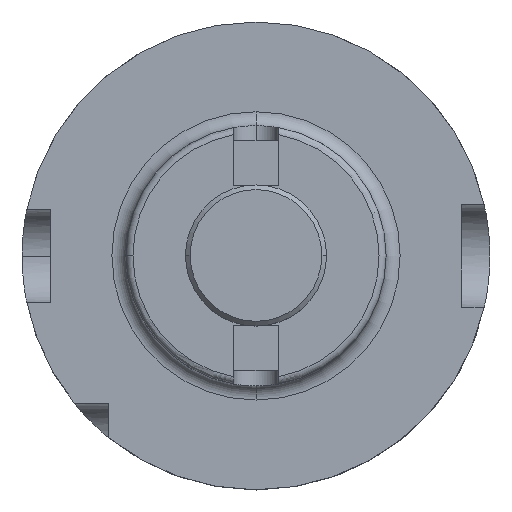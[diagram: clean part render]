
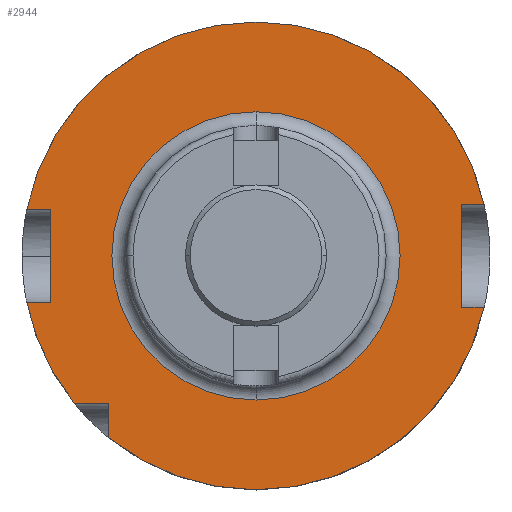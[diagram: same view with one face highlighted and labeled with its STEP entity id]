
A CAD part, top view. The second image highlights one B-rep face of the part: STEP entity #2944.
In plain terms, the highlighted planar face has unit normal (0, 0, 1).
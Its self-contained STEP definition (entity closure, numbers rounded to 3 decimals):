
#4 = EDGE_CURVE ( 'NONE', #306, #799, #2791, .T. ) ;
#16 = VERTEX_POINT ( 'NONE', #2571 ) ;
#45 = VECTOR ( 'NONE', #954, 1000. ) ;
#55 = LINE ( 'NONE', #947, #645 ) ;
#59 = AXIS2_PLACEMENT_3D ( 'NONE', #1231, #3328, #1531 ) ;
#118 = CARTESIAN_POINT ( 'NONE',  ( -44., 10., 29. ) ) ;
#145 = VECTOR ( 'NONE', #1271, 1000. ) ;
#168 = ORIENTED_EDGE ( 'NONE', *, *, #406, .F. ) ;
#174 = CARTESIAN_POINT ( 'NONE',  ( 0., 0., 29. ) ) ;
#190 = VERTEX_POINT ( 'NONE', #118 ) ;
#193 = FACE_OUTER_BOUND ( 'NONE', #2212, .T. ) ;
#265 = EDGE_CURVE ( 'NONE', #16, #3407, #55, .T. ) ;
#293 = CARTESIAN_POINT ( 'NONE',  ( 0., 50., 29. ) ) ;
#300 = ORIENTED_EDGE ( 'NONE', *, *, #265, .T. ) ;
#306 = VERTEX_POINT ( 'NONE', #623 ) ;
#318 = LINE ( 'NONE', #3375, #1087 ) ;
#339 = DIRECTION ( 'NONE',  ( 0., 0., -1. ) ) ;
#345 = DIRECTION ( 'NONE',  ( 0., 0., -1. ) ) ;
#387 = EDGE_CURVE ( 'NONE', #190, #3521, #2414, .T. ) ;
#391 = CARTESIAN_POINT ( 'NONE',  ( -31.5, -38.83, 29. ) ) ;
#406 = EDGE_CURVE ( 'NONE', #2987, #2309, #822, .T. ) ;
#468 = DIRECTION ( 'NONE',  ( 0., 1., 0. ) ) ;
#501 = VECTOR ( 'NONE', #3722, 1000. ) ;
#537 = EDGE_CURVE ( 'NONE', #799, #306, #2735, .T. ) ;
#617 = ORIENTED_EDGE ( 'NONE', *, *, #2307, .F. ) ;
#623 = CARTESIAN_POINT ( 'NONE',  ( 0., 30.813, 29. ) ) ;
#645 = VECTOR ( 'NONE', #2731, 1000. ) ;
#799 = VERTEX_POINT ( 'NONE', #1172 ) ;
#816 = CARTESIAN_POINT ( 'NONE',  ( -31.5, -31.5, 29. ) ) ;
#822 = CIRCLE ( 'NONE', #1819, 50. ) ;
#846 = PLANE ( 'NONE',  #1560 ) ;
#947 = CARTESIAN_POINT ( 'NONE',  ( 0., -11., 29. ) ) ;
#954 = DIRECTION ( 'NONE',  ( -1., 0., 0. ) ) ;
#966 = FACE_BOUND ( 'NONE', #1152, .T. ) ;
#1074 = DIRECTION ( 'NONE',  ( 0., -1., 0. ) ) ;
#1087 = VECTOR ( 'NONE', #1285, 1000. ) ;
#1147 = AXIS2_PLACEMENT_3D ( 'NONE', #2114, #345, #1796 ) ;
#1152 = EDGE_LOOP ( 'NONE', ( #2615, #3544 ) ) ;
#1172 = CARTESIAN_POINT ( 'NONE',  ( 0., -30.813, 29. ) ) ;
#1177 = LINE ( 'NONE', #3280, #1889 ) ;
#1231 = CARTESIAN_POINT ( 'NONE',  ( 0., 0., 29. ) ) ;
#1268 = ORIENTED_EDGE ( 'NONE', *, *, #2663, .F. ) ;
#1271 = DIRECTION ( 'NONE',  ( 0., -1., 0. ) ) ;
#1276 = DIRECTION ( 'NONE',  ( 0., 0., -1. ) ) ;
#1285 = DIRECTION ( 'NONE',  ( 1., 0., 0. ) ) ;
#1436 = CARTESIAN_POINT ( 'NONE',  ( 0., 27.813, 29. ) ) ;
#1461 = VECTOR ( 'NONE', #3043, 1000. ) ;
#1494 = DIRECTION ( 'NONE',  ( 0., 1., 0. ) ) ;
#1514 = AXIS2_PLACEMENT_3D ( 'NONE', #2109, #339, #2411 ) ;
#1531 = DIRECTION ( 'NONE',  ( 0., 1., 0. ) ) ;
#1560 = AXIS2_PLACEMENT_3D ( 'NONE', #1436, #3518, #1738 ) ;
#1568 = CARTESIAN_POINT ( 'NONE',  ( 48.775, 11., 29. ) ) ;
#1633 = ORIENTED_EDGE ( 'NONE', *, *, #1714, .F. ) ;
#1648 = EDGE_CURVE ( 'NONE', #2975, #2309, #3840, .T. ) ;
#1714 = EDGE_CURVE ( 'NONE', #3527, #3768, #1177, .T. ) ;
#1738 = DIRECTION ( 'NONE',  ( 0., -1., 0. ) ) ;
#1775 = CARTESIAN_POINT ( 'NONE',  ( 0., 0., 29. ) ) ;
#1780 = CARTESIAN_POINT ( 'NONE',  ( 0., 10., 29. ) ) ;
#1796 = DIRECTION ( 'NONE',  ( 0., -1., 0. ) ) ;
#1819 = AXIS2_PLACEMENT_3D ( 'NONE', #1775, #1276, #3369 ) ;
#1855 = CARTESIAN_POINT ( 'NONE',  ( -48.99, 10., 29. ) ) ;
#1889 = VECTOR ( 'NONE', #1494, 1000. ) ;
#1964 = DIRECTION ( 'NONE',  ( 0., 0., -1. ) ) ;
#2006 = VERTEX_POINT ( 'NONE', #3409 ) ;
#2021 = AXIS2_PLACEMENT_3D ( 'NONE', #174, #2249, #468 ) ;
#2059 = ORIENTED_EDGE ( 'NONE', *, *, #3235, .F. ) ;
#2109 = CARTESIAN_POINT ( 'NONE',  ( 0., 0., 29. ) ) ;
#2114 = CARTESIAN_POINT ( 'NONE',  ( 0., 0., 29. ) ) ;
#2212 = EDGE_LOOP ( 'NONE', ( #2322, #1633, #1268, #300, #2059, #2950, #168, #2490, #2336, #3743, #617, #3305 ) ) ;
#2249 = DIRECTION ( 'NONE',  ( 0., 0., -1. ) ) ;
#2266 = CARTESIAN_POINT ( 'NONE',  ( 44., -11., 29. ) ) ;
#2307 = EDGE_CURVE ( 'NONE', #2006, #2716, #318, .T. ) ;
#2309 = VERTEX_POINT ( 'NONE', #1568 ) ;
#2322 = ORIENTED_EDGE ( 'NONE', *, *, #2604, .F. ) ;
#2336 = ORIENTED_EDGE ( 'NONE', *, *, #387, .F. ) ;
#2411 = DIRECTION ( 'NONE',  ( 0., 1., 0. ) ) ;
#2414 = LINE ( 'NONE', #1780, #45 ) ;
#2490 = ORIENTED_EDGE ( 'NONE', *, *, #3661, .F. ) ;
#2508 = AXIS2_PLACEMENT_3D ( 'NONE', #2866, #1964, #1074 ) ;
#2518 = CIRCLE ( 'NONE', #59, 50. ) ;
#2571 = CARTESIAN_POINT ( 'NONE',  ( 48.775, -11., 29. ) ) ;
#2604 = EDGE_CURVE ( 'NONE', #3768, #3362, #3561, .T. ) ;
#2607 = LINE ( 'NONE', #3062, #145 ) ;
#2615 = ORIENTED_EDGE ( 'NONE', *, *, #537, .T. ) ;
#2663 = EDGE_CURVE ( 'NONE', #16, #3527, #2518, .T. ) ;
#2716 = VERTEX_POINT ( 'NONE', #2740 ) ;
#2731 = DIRECTION ( 'NONE',  ( -1., 0., 0. ) ) ;
#2735 = CIRCLE ( 'NONE', #1147, 30.813 ) ;
#2740 = CARTESIAN_POINT ( 'NONE',  ( -44., -10., 29. ) ) ;
#2747 = CARTESIAN_POINT ( 'NONE',  ( 0., 11., 29. ) ) ;
#2791 = CIRCLE ( 'NONE', #2508, 30.813 ) ;
#2829 = CARTESIAN_POINT ( 'NONE',  ( -38.83, -31.5, 29. ) ) ;
#2866 = CARTESIAN_POINT ( 'NONE',  ( 0., 0., 29. ) ) ;
#2875 = CIRCLE ( 'NONE', #1514, 50. ) ;
#2878 = LINE ( 'NONE', #3127, #501 ) ;
#2944 = ADVANCED_FACE ( 'NONE', ( #966, #193 ), #846, .T. ) ;
#2950 = ORIENTED_EDGE ( 'NONE', *, *, #1648, .T. ) ;
#2975 = VERTEX_POINT ( 'NONE', #3234 ) ;
#2984 = CARTESIAN_POINT ( 'NONE',  ( 0., -31.5, 29. ) ) ;
#2987 = VERTEX_POINT ( 'NONE', #293 ) ;
#3043 = DIRECTION ( 'NONE',  ( 1., 0., 0. ) ) ;
#3062 = CARTESIAN_POINT ( 'NONE',  ( 44., -11., 29. ) ) ;
#3127 = CARTESIAN_POINT ( 'NONE',  ( -44., -10., 29. ) ) ;
#3234 = CARTESIAN_POINT ( 'NONE',  ( 44., 11., 29. ) ) ;
#3235 = EDGE_CURVE ( 'NONE', #2975, #3407, #2607, .T. ) ;
#3278 = DIRECTION ( 'NONE',  ( -1., 0., 0. ) ) ;
#3280 = CARTESIAN_POINT ( 'NONE',  ( -31.5, 27.813, 29. ) ) ;
#3305 = ORIENTED_EDGE ( 'NONE', *, *, #3851, .F. ) ;
#3328 = DIRECTION ( 'NONE',  ( 0., 0., -1. ) ) ;
#3362 = VERTEX_POINT ( 'NONE', #2829 ) ;
#3369 = DIRECTION ( 'NONE',  ( 0., 1., 0. ) ) ;
#3373 = EDGE_CURVE ( 'NONE', #190, #2716, #2878, .T. ) ;
#3375 = CARTESIAN_POINT ( 'NONE',  ( 0., -10., 29. ) ) ;
#3407 = VERTEX_POINT ( 'NONE', #2266 ) ;
#3409 = CARTESIAN_POINT ( 'NONE',  ( -48.99, -10., 29. ) ) ;
#3430 = CIRCLE ( 'NONE', #2021, 50. ) ;
#3475 = VECTOR ( 'NONE', #3278, 1000. ) ;
#3518 = DIRECTION ( 'NONE',  ( 0., 0., 1. ) ) ;
#3521 = VERTEX_POINT ( 'NONE', #1855 ) ;
#3527 = VERTEX_POINT ( 'NONE', #391 ) ;
#3544 = ORIENTED_EDGE ( 'NONE', *, *, #4, .T. ) ;
#3561 = LINE ( 'NONE', #2984, #3475 ) ;
#3661 = EDGE_CURVE ( 'NONE', #3521, #2987, #3430, .T. ) ;
#3722 = DIRECTION ( 'NONE',  ( 0., -1., 0. ) ) ;
#3743 = ORIENTED_EDGE ( 'NONE', *, *, #3373, .T. ) ;
#3768 = VERTEX_POINT ( 'NONE', #816 ) ;
#3840 = LINE ( 'NONE', #2747, #1461 ) ;
#3851 = EDGE_CURVE ( 'NONE', #3362, #2006, #2875, .T. ) ;
